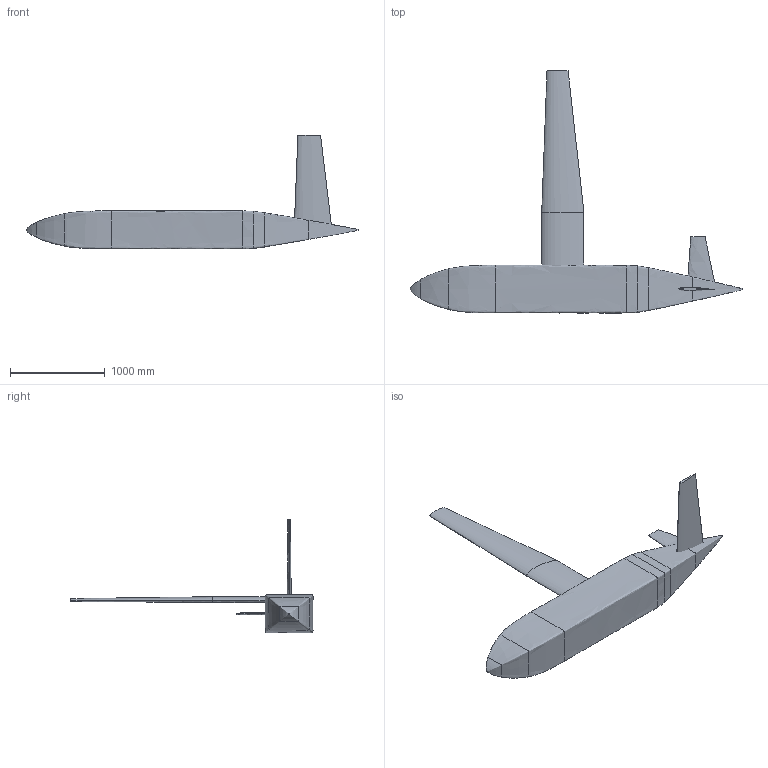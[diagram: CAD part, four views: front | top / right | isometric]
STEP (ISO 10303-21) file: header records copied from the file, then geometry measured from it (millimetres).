
FILE_DESCRIPTION(('Open CASCADE Model'),'2;1');
FILE_NAME('Open CASCADE Shape Model','2022-10-18T18:59:11',('Author'),( 'Open CASCADE'),'Open CASCADE STEP processor 7.4','Open CASCADE 7.4' ,'Unknown');
FILE_SCHEMA(('AUTOMOTIVE_DESIGN { 1 0 10303 214 1 1 1 1 }'));
Length unit declared in the file: metre
Products named in the file (13): wing1segment1; wing1segment2; tailWing1segment1; tailWing1segment2; tailWing2segment1; noseSegmentSegment1ID; noseSegmentSegment2ID; noseSegmentSegment3ID; hullSegmentSegment1ID; hullSegmentSegment2ID; hullSegmentSegment3ID; tailSegmentSegment1ID; tailSegmentSegment2ID
Bounding box: 3500 x 2551.89 x 1201.49 mm (x, y, z)
Surface area: 9691814 mm2 (no closed solid volume)
Topology: 0 solids, 13 shells, 47 faces, 63 edges, 42 vertices
Faces by surface type: plane 26, bspline 21
Entity records: 9908 total; most frequent: CARTESIAN_POINT 8570, DIRECTION 142, ORIENTED_EDGE 126, PCURVE 126, DEFINITIONAL_REPRESENTATION 126, B_SPLINE_CURVE_WITH_KNOTS 101, LINE 88, VECTOR 88
